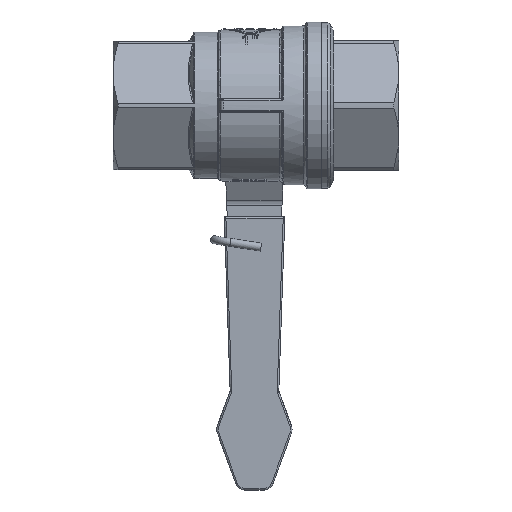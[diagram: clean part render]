
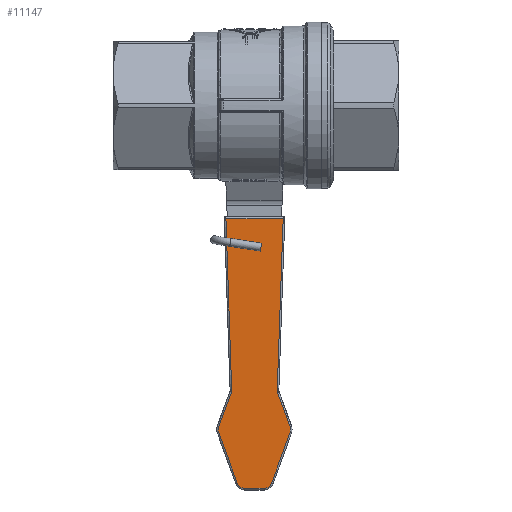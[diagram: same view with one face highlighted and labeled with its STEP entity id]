
A CAD part, front view. The second image highlights one B-rep face of the part: STEP entity #11147.
In plain terms, the highlighted planar face has unit normal (0, -0.999, -0.035).
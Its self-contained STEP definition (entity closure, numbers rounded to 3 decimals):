
#1031=LINE('',#16650,#1769);
#1050=LINE('',#16749,#1788);
#1052=LINE('',#16761,#1790);
#1054=LINE('',#16773,#1792);
#1056=LINE('',#16785,#1794);
#1058=LINE('',#16797,#1796);
#1060=LINE('',#16809,#1798);
#1062=LINE('',#16818,#1800);
#1769=VECTOR('',#12942,10.);
#1788=VECTOR('',#13061,10.);
#1790=VECTOR('',#13075,10.);
#1792=VECTOR('',#13089,10.);
#1794=VECTOR('',#13103,10.);
#1796=VECTOR('',#13117,10.);
#1798=VECTOR('',#13131,10.);
#1800=VECTOR('',#13143,10.);
#3197=FACE_OUTER_BOUND('',#3842,.T.);
#3842=EDGE_LOOP('',(#8026,#8027,#8028,#8029,#8030,#8031,#8032,#8033,#8034,
#8035,#8036,#8037,#8038,#8039));
#4486=CIRCLE('',#11849,1.5);
#4490=CIRCLE('',#11855,2.5);
#4494=CIRCLE('',#11861,2.5);
#4498=CIRCLE('',#11867,2.5);
#4502=CIRCLE('',#11873,2.5);
#4506=CIRCLE('',#11879,1.5);
#4946=VERTEX_POINT('',#16638);
#4948=VERTEX_POINT('',#16644);
#4978=VERTEX_POINT('',#16745);
#4980=VERTEX_POINT('',#16751);
#4982=VERTEX_POINT('',#16757);
#4984=VERTEX_POINT('',#16763);
#4986=VERTEX_POINT('',#16769);
#4988=VERTEX_POINT('',#16775);
#4990=VERTEX_POINT('',#16781);
#4992=VERTEX_POINT('',#16787);
#4994=VERTEX_POINT('',#16793);
#4996=VERTEX_POINT('',#16799);
#4998=VERTEX_POINT('',#16805);
#5000=VERTEX_POINT('',#16811);
#6063=EDGE_CURVE('',#4948,#4946,#1031,.T.);
#6113=EDGE_CURVE('',#4946,#4978,#1050,.T.);
#6116=EDGE_CURVE('',#4978,#4980,#4486,.T.);
#6119=EDGE_CURVE('',#4980,#4982,#1052,.T.);
#6122=EDGE_CURVE('',#4982,#4984,#4490,.T.);
#6125=EDGE_CURVE('',#4984,#4986,#1054,.T.);
#6128=EDGE_CURVE('',#4986,#4988,#4494,.T.);
#6131=EDGE_CURVE('',#4988,#4990,#1056,.T.);
#6134=EDGE_CURVE('',#4990,#4992,#4498,.T.);
#6137=EDGE_CURVE('',#4992,#4994,#1058,.T.);
#6140=EDGE_CURVE('',#4994,#4996,#4502,.T.);
#6143=EDGE_CURVE('',#4996,#4998,#1060,.T.);
#6146=EDGE_CURVE('',#4998,#5000,#4506,.T.);
#6148=EDGE_CURVE('',#5000,#4948,#1062,.T.);
#8026=ORIENTED_EDGE('',*,*,#6063,.F.);
#8027=ORIENTED_EDGE('',*,*,#6148,.F.);
#8028=ORIENTED_EDGE('',*,*,#6146,.F.);
#8029=ORIENTED_EDGE('',*,*,#6143,.F.);
#8030=ORIENTED_EDGE('',*,*,#6140,.F.);
#8031=ORIENTED_EDGE('',*,*,#6137,.F.);
#8032=ORIENTED_EDGE('',*,*,#6134,.F.);
#8033=ORIENTED_EDGE('',*,*,#6131,.F.);
#8034=ORIENTED_EDGE('',*,*,#6128,.F.);
#8035=ORIENTED_EDGE('',*,*,#6125,.F.);
#8036=ORIENTED_EDGE('',*,*,#6122,.F.);
#8037=ORIENTED_EDGE('',*,*,#6119,.F.);
#8038=ORIENTED_EDGE('',*,*,#6116,.F.);
#8039=ORIENTED_EDGE('',*,*,#6113,.F.);
#10835=PLANE('',#11893);
#11147=ADVANCED_FACE('',(#3197),#10835,.F.);
#11849=AXIS2_PLACEMENT_3D('',#16755,#13068,#13069);
#11855=AXIS2_PLACEMENT_3D('',#16767,#13082,#13083);
#11861=AXIS2_PLACEMENT_3D('',#16779,#13096,#13097);
#11867=AXIS2_PLACEMENT_3D('',#16791,#13110,#13111);
#11873=AXIS2_PLACEMENT_3D('',#16803,#13124,#13125);
#11879=AXIS2_PLACEMENT_3D('',#16815,#13138,#13139);
#11893=AXIS2_PLACEMENT_3D('',#16843,#13180,#13181);
#12942=DIRECTION('',(1.,0.,0.));
#13061=DIRECTION('',(-0.034,0.035,-0.999));
#13068=DIRECTION('center_axis',(0.,-0.999,
-0.035));
#13069=DIRECTION('ref_axis',(-0.988,0.005,-0.157));
#13075=DIRECTION('',(0.342,0.033,-0.939));
#13082=DIRECTION('center_axis',(0.,0.999,
0.035));
#13083=DIRECTION('ref_axis',(1.,0.,0.));
#13089=DIRECTION('',(-0.342,0.033,-0.939));
#13096=DIRECTION('center_axis',(0.,0.999,
0.035));
#13097=DIRECTION('ref_axis',(0.574,0.029,-0.819));
#13103=DIRECTION('',(-1.,0.,0.));
#13110=DIRECTION('center_axis',(0.,0.999,
0.035));
#13111=DIRECTION('ref_axis',(-0.574,0.029,-0.819));
#13117=DIRECTION('',(-0.342,-0.033,0.939));
#13124=DIRECTION('center_axis',(0.,0.999,
0.035));
#13125=DIRECTION('ref_axis',(-1.,0.,0.));
#13131=DIRECTION('',(0.342,-0.033,0.939));
#13138=DIRECTION('center_axis',(0.,-0.999,
-0.035));
#13139=DIRECTION('ref_axis',(0.988,0.005,-0.157));
#13143=DIRECTION('',(-0.034,-0.035,0.999));
#13180=DIRECTION('center_axis',(0.,0.999,
0.035));
#13181=DIRECTION('ref_axis',(0.,0.035,-0.999));
#16638=CARTESIAN_POINT('',(-10.14,35.327,-35.596));
#16644=CARTESIAN_POINT('',(-28.162,35.327,-35.596));
#16650=CARTESIAN_POINT('',(-19.581,35.327,-35.596));
#16745=CARTESIAN_POINT('',(-12.01,37.219,-89.789));
#16749=CARTESIAN_POINT('',(-11.249,36.449,-67.73));
#16751=CARTESIAN_POINT('',(-11.921,37.239,-90.353));
#16755=CARTESIAN_POINT('Origin',(-10.511,37.221,-89.84));
#16757=CARTESIAN_POINT('',(-7.97,37.618,-101.201));
#16761=CARTESIAN_POINT('',(-17.591,36.695,-74.783));
#16763=CARTESIAN_POINT('',(-7.97,37.677,-102.91));
#16767=CARTESIAN_POINT('Origin',(-10.319,37.648,-102.055));
#16769=CARTESIAN_POINT('',(-13.794,38.236,-118.9));
#16773=CARTESIAN_POINT('',(-2.505,37.153,-87.903));
#16775=CARTESIAN_POINT('',(-16.143,38.293,-120.544));
#16779=CARTESIAN_POINT('Origin',(-16.143,38.206,-118.045));
#16781=CARTESIAN_POINT('',(-22.239,38.293,-120.544));
#16785=CARTESIAN_POINT('',(-21.805,38.293,-120.544));
#16787=CARTESIAN_POINT('',(-24.588,38.236,-118.9));
#16791=CARTESIAN_POINT('Origin',(-22.239,38.206,-118.045));
#16793=CARTESIAN_POINT('',(-30.412,37.677,-102.91));
#16797=CARTESIAN_POINT('',(-39.244,36.83,-78.658));
#16799=CARTESIAN_POINT('',(-30.412,37.618,-101.201));
#16803=CARTESIAN_POINT('Origin',(-28.063,37.648,-102.055));
#16805=CARTESIAN_POINT('',(-26.426,37.235,-90.256));
#16809=CARTESIAN_POINT('',(-18.698,36.494,-69.037));
#16811=CARTESIAN_POINT('',(-26.336,37.216,-89.692));
#16815=CARTESIAN_POINT('Origin',(-27.835,37.218,-89.743));
#16818=CARTESIAN_POINT('',(-28.406,35.074,-28.365));
#16843=CARTESIAN_POINT('Origin',(-19.971,35.654,-44.956));
